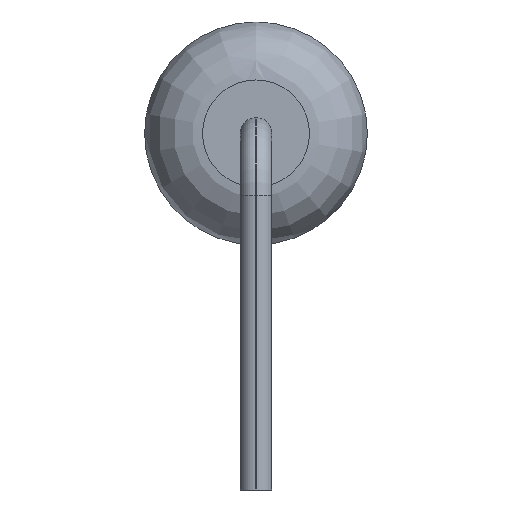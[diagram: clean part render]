
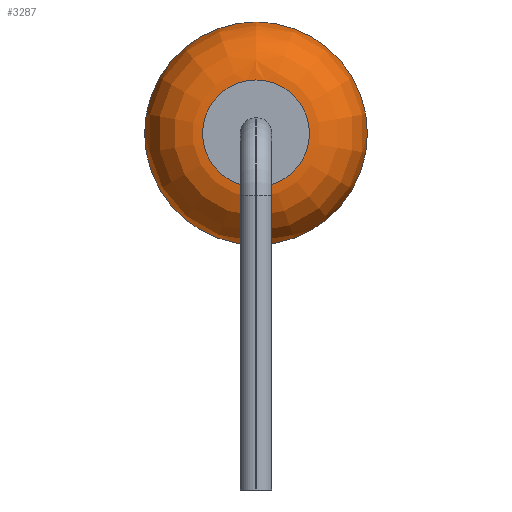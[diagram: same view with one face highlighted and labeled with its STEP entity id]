
A CAD part, left-side view. The second image highlights one B-rep face of the part: STEP entity #3287.
In plain terms, the highlighted face is a revolution surface.
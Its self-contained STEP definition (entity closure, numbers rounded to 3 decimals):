
#3217 = CYLINDRICAL_SURFACE('',#3218,2.5);
#3218 = AXIS2_PLACEMENT_3D('',#3219,#3220,#3221);
#3219 = CARTESIAN_POINT('',(-4.7,0.,0.));
#3220 = DIRECTION('',(1.,0.,0.));
#3221 = DIRECTION('',(0.,0.,1.));
#3233 = VERTEX_POINT('',#3234);
#3234 = CARTESIAN_POINT('',(-4.7,0.,2.5));
#3255 = EDGE_CURVE('',#3233,#3233,#3256,.T.);
#3256 = SURFACE_CURVE('',#3257,(#3262,#3269),.PCURVE_S1.);
#3257 = CIRCLE('',#3258,2.5);
#3258 = AXIS2_PLACEMENT_3D('',#3259,#3260,#3261);
#3259 = CARTESIAN_POINT('',(-4.7,0.,0.));
#3260 = DIRECTION('',(1.,0.,-0.));
#3261 = DIRECTION('',(0.,0.,1.));
#3262 = PCURVE('',#3217,#3263);
#3263 = DEFINITIONAL_REPRESENTATION('',(#3264),#3268);
#3264 = LINE('',#3265,#3266);
#3265 = CARTESIAN_POINT('',(0.,0.));
#3266 = VECTOR('',#3267,1.);
#3267 = DIRECTION('',(1.,0.));
#3268 = ( GEOMETRIC_REPRESENTATION_CONTEXT(2) 
PARAMETRIC_REPRESENTATION_CONTEXT() REPRESENTATION_CONTEXT('2D SPACE',''
  ) );
#3269 = PCURVE('',#3270,#3279);
#3270 = SURFACE_OF_REVOLUTION('',#3271,#3276);
#3271 = CIRCLE('',#3272,1.3);
#3272 = AXIS2_PLACEMENT_3D('',#3273,#3274,#3275);
#3273 = CARTESIAN_POINT('',(-4.7,0.,1.2));
#3274 = DIRECTION('',(0.,-1.,0.));
#3275 = DIRECTION('',(1.,0.,0.));
#3276 = AXIS1_PLACEMENT('',#3277,#3278);
#3277 = CARTESIAN_POINT('',(0.,0.,0.));
#3278 = DIRECTION('',(1.,0.,0.));
#3279 = DEFINITIONAL_REPRESENTATION('',(#3280),#3284);
#3280 = LINE('',#3281,#3282);
#3281 = CARTESIAN_POINT('',(0.,1.571));
#3282 = VECTOR('',#3283,1.);
#3283 = DIRECTION('',(1.,0.));
#3284 = ( GEOMETRIC_REPRESENTATION_CONTEXT(2) 
PARAMETRIC_REPRESENTATION_CONTEXT() REPRESENTATION_CONTEXT('2D SPACE',''
  ) );
#3287 = ADVANCED_FACE('',(#3288),#3270,.F.);
#3288 = FACE_BOUND('',#3289,.F.);
#3289 = EDGE_LOOP('',(#3290,#3291,#3315,#3342));
#3290 = ORIENTED_EDGE('',*,*,#3255,.T.);
#3291 = ORIENTED_EDGE('',*,*,#3292,.T.);
#3292 = EDGE_CURVE('',#3233,#3293,#3295,.T.);
#3293 = VERTEX_POINT('',#3294);
#3294 = CARTESIAN_POINT('',(-6.,0.,1.2));
#3295 = SEAM_CURVE('',#3296,(#3301,#3308),.PCURVE_S1.);
#3296 = CIRCLE('',#3297,1.3);
#3297 = AXIS2_PLACEMENT_3D('',#3298,#3299,#3300);
#3298 = CARTESIAN_POINT('',(-4.7,0.,1.2));
#3299 = DIRECTION('',(0.,-1.,0.));
#3300 = DIRECTION('',(1.,0.,0.));
#3301 = PCURVE('',#3270,#3302);
#3302 = DEFINITIONAL_REPRESENTATION('',(#3303),#3307);
#3303 = LINE('',#3304,#3305);
#3304 = CARTESIAN_POINT('',(0.,0.));
#3305 = VECTOR('',#3306,1.);
#3306 = DIRECTION('',(0.,1.));
#3307 = ( GEOMETRIC_REPRESENTATION_CONTEXT(2) 
PARAMETRIC_REPRESENTATION_CONTEXT() REPRESENTATION_CONTEXT('2D SPACE',''
  ) );
#3308 = PCURVE('',#3270,#3309);
#3309 = DEFINITIONAL_REPRESENTATION('',(#3310),#3314);
#3310 = LINE('',#3311,#3312);
#3311 = CARTESIAN_POINT('',(6.283,0.));
#3312 = VECTOR('',#3313,1.);
#3313 = DIRECTION('',(0.,1.));
#3314 = ( GEOMETRIC_REPRESENTATION_CONTEXT(2) 
PARAMETRIC_REPRESENTATION_CONTEXT() REPRESENTATION_CONTEXT('2D SPACE',''
  ) );
#3315 = ORIENTED_EDGE('',*,*,#3316,.F.);
#3316 = EDGE_CURVE('',#3293,#3293,#3317,.T.);
#3317 = SURFACE_CURVE('',#3318,(#3323,#3330),.PCURVE_S1.);
#3318 = CIRCLE('',#3319,1.2);
#3319 = AXIS2_PLACEMENT_3D('',#3320,#3321,#3322);
#3320 = CARTESIAN_POINT('',(-6.,0.,0.));
#3321 = DIRECTION('',(1.,0.,-0.));
#3322 = DIRECTION('',(0.,0.,1.));
#3323 = PCURVE('',#3270,#3324);
#3324 = DEFINITIONAL_REPRESENTATION('',(#3325),#3329);
#3325 = LINE('',#3326,#3327);
#3326 = CARTESIAN_POINT('',(0.,3.142));
#3327 = VECTOR('',#3328,1.);
#3328 = DIRECTION('',(1.,0.));
#3329 = ( GEOMETRIC_REPRESENTATION_CONTEXT(2) 
PARAMETRIC_REPRESENTATION_CONTEXT() REPRESENTATION_CONTEXT('2D SPACE',''
  ) );
#3330 = PCURVE('',#3331,#3336);
#3331 = PLANE('',#3332);
#3332 = AXIS2_PLACEMENT_3D('',#3333,#3334,#3335);
#3333 = CARTESIAN_POINT('',(-6.,0.,0.));
#3334 = DIRECTION('',(1.,0.,0.));
#3335 = DIRECTION('',(0.,0.,1.));
#3336 = DEFINITIONAL_REPRESENTATION('',(#3337),#3341);
#3337 = CIRCLE('',#3338,1.2);
#3338 = AXIS2_PLACEMENT_2D('',#3339,#3340);
#3339 = CARTESIAN_POINT('',(0.,0.));
#3340 = DIRECTION('',(1.,0.));
#3341 = ( GEOMETRIC_REPRESENTATION_CONTEXT(2) 
PARAMETRIC_REPRESENTATION_CONTEXT() REPRESENTATION_CONTEXT('2D SPACE',''
  ) );
#3342 = ORIENTED_EDGE('',*,*,#3292,.F.);
